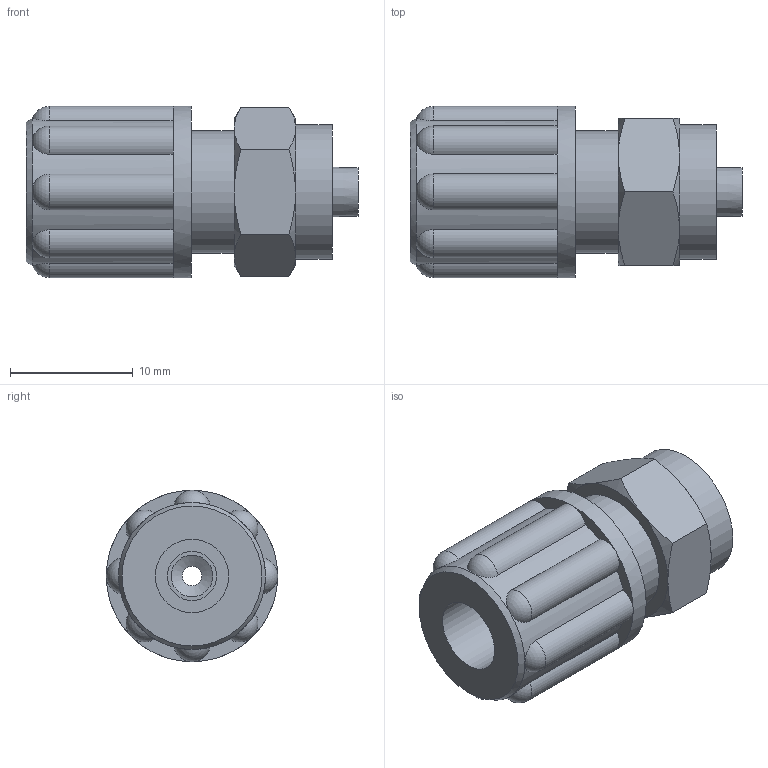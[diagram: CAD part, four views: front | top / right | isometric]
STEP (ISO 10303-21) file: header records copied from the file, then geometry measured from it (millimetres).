
FILE_DESCRIPTION(/* description */ (''),/* implementation_level */ '2;1');
FILE_NAME(/* name */ '3L110MTA40xx.stp',/* time_stamp */ '2017-10-26T07:49:22+02:00',/* author */ ('somue'),/* organization */ (''),/* preprocessor_version */ 'ST-DEVELOPER v16.13',/* originating_system */ 'Autodesk Inventor 2018',/* authorisation */ '');
FILE_SCHEMA (('AUTOMOTIVE_DESIGN { 1 0 10303 214 3 1 1 }'));
Length unit declared in the file: millimetre
Products named in the file (1): 3L110MTA40xx
Bounding box: 27.1 x 14 x 14 mm (x, y, z)
Volume: 2435.3 mm3; surface area: 2166.1 mm2
Topology: 1 solids, 1 shells, 79 faces, 175 edges, 105 vertices
Faces by surface type: cylinder 27, plane 23, cone 17, sphere 8, bspline 4
Full cylindrical faces by diameter (mm): 1.6 x1, 3.4 x1, 4 x1, 6 x1, 10 x1, 11 x1, 14 x1
Entity records: 2633 total; most frequent: CARTESIAN_POINT 958, DIRECTION 354, ORIENTED_EDGE 328, AXIS2_PLACEMENT_3D 166, EDGE_CURVE 164, VERTEX_POINT 104, EDGE_LOOP 98, CIRCLE 86
